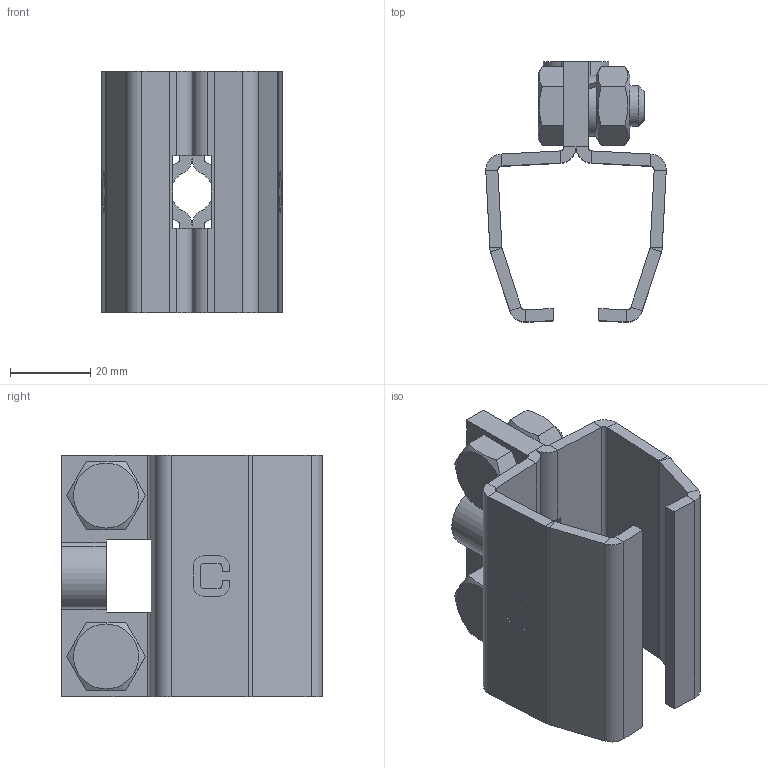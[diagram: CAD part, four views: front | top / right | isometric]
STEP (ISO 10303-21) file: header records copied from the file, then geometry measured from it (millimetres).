
FILE_DESCRIPTION(('STEP AP203'), '1');
FILE_NAME('ÐË271.RC35 Çàõâàò ïîä ðåçüáîâîé ïîäâåñ', '', ('UNSPECIFIED'), ('UNSPECIFIED'), 'ASCON STEP Converter 1.3', 'ASCON Math Kernel', '');
FILE_SCHEMA(('CONFIG_CONTROL_DESIGN'));
Length unit declared in the file: millimetre
Products named in the file (1): 271.RC35
Bounding box: 44.83 x 64.71 x 60 mm (x, y, z)
Volume: 38956.3 mm3; surface area: 24224.6 mm2
Topology: 1 solids, 1 shells, 204 faces, 494 edges, 298 vertices
Faces by surface type: plane 136, cylinder 58, cone 8, torus 2
Full cylindrical faces by diameter (mm): 10 x4, 11 x2
Entity records: 8892 total; most frequent: CARTESIAN_POINT 2517, DIRECTION 974, ORIENTED_EDGE 956, EDGE_CURVE 478, AXIS2_PLACEMENT_3D 335, LINE 304, VECTOR 304, VERTEX_POINT 298
